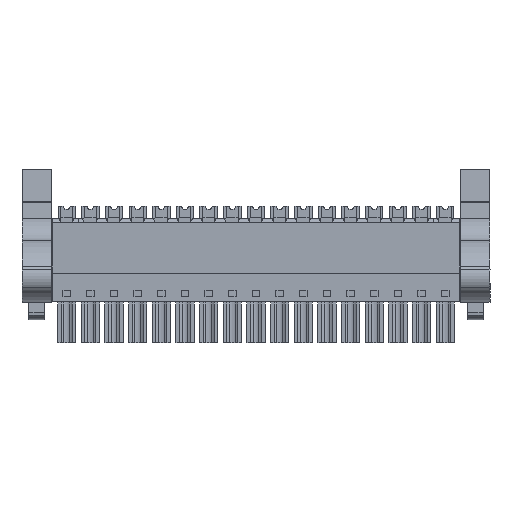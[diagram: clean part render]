
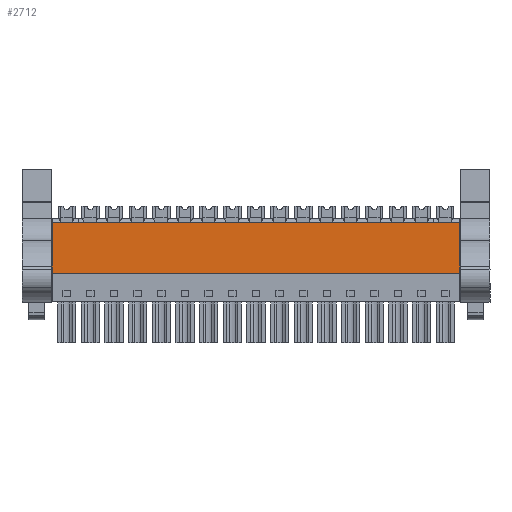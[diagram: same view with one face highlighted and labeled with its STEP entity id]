
A CAD part, front view. The second image highlights one B-rep face of the part: STEP entity #2712.
In plain terms, the highlighted planar face has unit normal (0, -1, 0).
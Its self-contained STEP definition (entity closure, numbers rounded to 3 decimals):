
#2692=AXIS2_PLACEMENT_3D('Plane Axis2P3D',#2689,#2690,#2691) ;
#77=CARTESIAN_POINT('Vertex',(4.9,2.029,11.25)) ;
#80=CARTESIAN_POINT('Line Origine',(4.9,2.029,15.325)) ;
#84=CARTESIAN_POINT('Vertex',(4.9,2.029,19.4)) ;
#2673=CARTESIAN_POINT('Vertex',(70.46,2.029,11.25)) ;
#2676=CARTESIAN_POINT('Line Origine',(37.68,2.029,11.25)) ;
#2689=CARTESIAN_POINT('Axis2P3D Location',(54.33,2.029,19.4)) ;
#2694=CARTESIAN_POINT('Line Origine',(70.46,2.029,15.325)) ;
#2698=CARTESIAN_POINT('Vertex',(70.46,2.029,19.4)) ;
#2701=CARTESIAN_POINT('Line Origine',(37.68,2.029,19.4)) ;
#81=DIRECTION('Vector Direction',(0.,0.,1.)) ;
#2677=DIRECTION('Vector Direction',(1.,0.,0.)) ;
#2690=DIRECTION('Axis2P3D Direction',(0.,-1.,0.)) ;
#2691=DIRECTION('Axis2P3D XDirection',(0.,0.,-1.)) ;
#2695=DIRECTION('Vector Direction',(0.,0.,-1.)) ;
#2702=DIRECTION('Vector Direction',(1.,0.,0.)) ;
#82=VECTOR('Line Direction',#81,1.) ;
#2678=VECTOR('Line Direction',#2677,1.) ;
#2696=VECTOR('Line Direction',#2695,1.) ;
#2703=VECTOR('Line Direction',#2702,1.) ;
#2707=ORIENTED_EDGE('',*,*,#2680,.T.) ;
#2708=ORIENTED_EDGE('',*,*,#2700,.F.) ;
#2709=ORIENTED_EDGE('',*,*,#2705,.F.) ;
#2710=ORIENTED_EDGE('',*,*,#86,.F.) ;
#2712=ADVANCED_FACE('HOUSING',(#2711),#2693,.T.) ;
#86=EDGE_CURVE('',#78,#85,#83,.T.) ;
#2680=EDGE_CURVE('',#78,#2674,#2679,.T.) ;
#2700=EDGE_CURVE('',#2699,#2674,#2697,.T.) ;
#2705=EDGE_CURVE('',#85,#2699,#2704,.T.) ;
#2706=EDGE_LOOP('',(#2707,#2708,#2709,#2710)) ;
#2711=FACE_OUTER_BOUND('',#2706,.T.) ;
#83=LINE('Line',#80,#82) ;
#2679=LINE('Line',#2676,#2678) ;
#2697=LINE('Line',#2694,#2696) ;
#2704=LINE('Line',#2701,#2703) ;
#2693=PLANE('',#2692) ;
#78=VERTEX_POINT('',#77) ;
#85=VERTEX_POINT('',#84) ;
#2674=VERTEX_POINT('',#2673) ;
#2699=VERTEX_POINT('',#2698) ;
